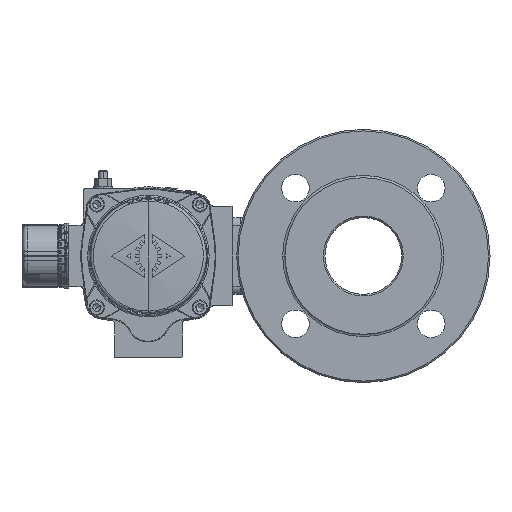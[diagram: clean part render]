
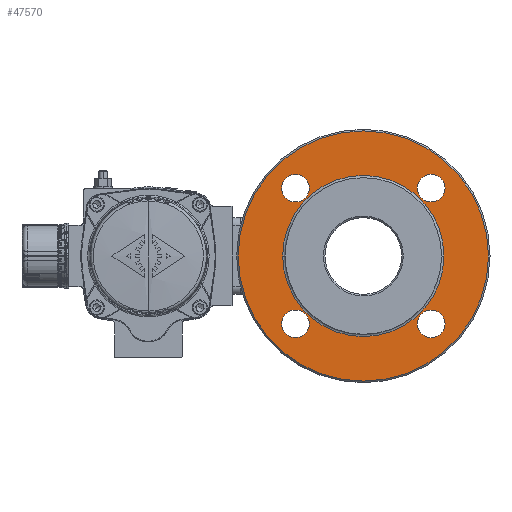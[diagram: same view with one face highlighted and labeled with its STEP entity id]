
A CAD part, left-side view. The second image highlights one B-rep face of the part: STEP entity #47570.
In plain terms, the highlighted planar face has unit normal (1, 0, 0).
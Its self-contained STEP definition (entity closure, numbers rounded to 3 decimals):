
#171 = EDGE_LOOP ( 'NONE', ( #159667, #63380 ) ) ;
#1183 = DIRECTION ( 'NONE',  ( 0., 0., -1. ) ) ;
#1453 = CIRCLE ( 'NONE', #135312, 9. ) ;
#2312 = CARTESIAN_POINT ( 'NONE',  ( -51.5, 51.25, 0. ) ) ;
#4225 = ORIENTED_EDGE ( 'NONE', *, *, #98931, .F. ) ;
#5495 = ORIENTED_EDGE ( 'NONE', *, *, #35215, .T. ) ;
#7152 = VERTEX_POINT ( 'NONE', #141092 ) ;
#11433 = EDGE_LOOP ( 'NONE', ( #5495, #20651 ) ) ;
#12105 = AXIS2_PLACEMENT_3D ( 'NONE', #83746, #18648, #31168 ) ;
#17764 = AXIS2_PLACEMENT_3D ( 'NONE', #74740, #91561, #63101 ) ;
#18648 = DIRECTION ( 'NONE',  ( 1., 0., 0. ) ) ;
#19497 = FACE_BOUND ( 'NONE', #32391, .T. ) ;
#20571 = DIRECTION ( 'NONE',  ( 0., 1., 0. ) ) ;
#20651 = ORIENTED_EDGE ( 'NONE', *, *, #53704, .T. ) ;
#21970 = EDGE_LOOP ( 'NONE', ( #74659, #4225 ) ) ;
#22143 = CARTESIAN_POINT ( 'NONE',  ( -51.5, -45.444, -44.194 ) ) ;
#22694 = CARTESIAN_POINT ( 'NONE',  ( -51.5, -54.444, 44.194 ) ) ;
#25451 = DIRECTION ( 'NONE',  ( 1., 0., 0. ) ) ;
#27082 = EDGE_CURVE ( 'NONE', #91204, #143126, #85609, .T. ) ;
#27952 = DIRECTION ( 'NONE',  ( 1., 0., 0. ) ) ;
#29241 = AXIS2_PLACEMENT_3D ( 'NONE', #22143, #88964, #104084 ) ;
#31168 = DIRECTION ( 'NONE',  ( 0., 1., 0. ) ) ;
#31601 = DIRECTION ( 'NONE',  ( 1., 0., 0. ) ) ;
#32391 = EDGE_LOOP ( 'NONE', ( #138086, #66966 ) ) ;
#32803 = CIRCLE ( 'NONE', #123879, 9. ) ;
#32889 = FACE_OUTER_BOUND ( 'NONE', #11433, .T. ) ;
#34526 = CARTESIAN_POINT ( 'NONE',  ( -51.5, 51.944, 44.194 ) ) ;
#35215 = EDGE_CURVE ( 'NONE', #81103, #46331, #83607, .T. ) ;
#35511 = CARTESIAN_POINT ( 'NONE',  ( -51.5, -36.444, 44.194 ) ) ;
#37250 = PLANE ( 'NONE',  #17764 ) ;
#37262 = CIRCLE ( 'NONE', #85965, 9. ) ;
#38428 = VERTEX_POINT ( 'NONE', #34526 ) ;
#39080 = DIRECTION ( 'NONE',  ( 0., 0., 1. ) ) ;
#41231 = VERTEX_POINT ( 'NONE', #22694 ) ;
#46331 = VERTEX_POINT ( 'NONE', #100775 ) ;
#47570 = ADVANCED_FACE ( 'NONE', ( #32889, #19497, #145952, #158476, #159359, #73876 ), #37250, .F. ) ;
#47579 = VERTEX_POINT ( 'NONE', #35511 ) ;
#47650 = EDGE_CURVE ( 'NONE', #53912, #48256, #66275, .T. ) ;
#48256 = VERTEX_POINT ( 'NONE', #95277 ) ;
#49803 = CIRCLE ( 'NONE', #101098, 81.5 ) ;
#51683 = ORIENTED_EDGE ( 'NONE', *, *, #27082, .T. ) ;
#53646 = EDGE_CURVE ( 'NONE', #48256, #53912, #32803, .T. ) ;
#53704 = EDGE_CURVE ( 'NONE', #46331, #81103, #49803, .T. ) ;
#53912 = VERTEX_POINT ( 'NONE', #164717 ) ;
#60103 = CARTESIAN_POINT ( 'NONE',  ( -51.5, -45.444, 44.194 ) ) ;
#63101 = DIRECTION ( 'NONE',  ( 0., 0., 1. ) ) ;
#63300 = DIRECTION ( 'NONE',  ( 1., 0., 0. ) ) ;
#63380 = ORIENTED_EDGE ( 'NONE', *, *, #117806, .F. ) ;
#64508 = CARTESIAN_POINT ( 'NONE',  ( -51.5, -45.444, -44.194 ) ) ;
#64671 = CARTESIAN_POINT ( 'NONE',  ( -51.5, -1.25, 0. ) ) ;
#66275 = CIRCLE ( 'NONE', #29241, 9. ) ;
#66485 = DIRECTION ( 'NONE',  ( -1., 0., 0. ) ) ;
#66966 = ORIENTED_EDGE ( 'NONE', *, *, #47650, .F. ) ;
#67212 = DIRECTION ( 'NONE',  ( 1., 0., 0. ) ) ;
#67936 = VERTEX_POINT ( 'NONE', #91968 ) ;
#69087 = DIRECTION ( 'NONE',  ( 0., 0., -1. ) ) ;
#69394 = AXIS2_PLACEMENT_3D ( 'NONE', #64671, #25451, #69087 ) ;
#71881 = CARTESIAN_POINT ( 'NONE',  ( -51.5, 42.944, -44.194 ) ) ;
#73353 = AXIS2_PLACEMENT_3D ( 'NONE', #80041, #174507, #108528 ) ;
#73876 = FACE_BOUND ( 'NONE', #104314, .T. ) ;
#74659 = ORIENTED_EDGE ( 'NONE', *, *, #107967, .F. ) ;
#74740 = CARTESIAN_POINT ( 'NONE',  ( -51.5, -1.25, -66.25 ) ) ;
#80041 = CARTESIAN_POINT ( 'NONE',  ( -51.5, 42.944, 44.194 ) ) ;
#81103 = VERTEX_POINT ( 'NONE', #110474 ) ;
#83607 = CIRCLE ( 'NONE', #69394, 81.5 ) ;
#83746 = CARTESIAN_POINT ( 'NONE',  ( -51.5, -45.444, 44.194 ) ) ;
#84358 = DIRECTION ( 'NONE',  ( 1., 0., 0. ) ) ;
#85351 = EDGE_CURVE ( 'NONE', #47579, #41231, #1453, .T. ) ;
#85609 = CIRCLE ( 'NONE', #114112, 52.5 ) ;
#85965 = AXIS2_PLACEMENT_3D ( 'NONE', #104635, #67212, #91239 ) ;
#87689 = AXIS2_PLACEMENT_3D ( 'NONE', #107450, #66485, #172541 ) ;
#88964 = DIRECTION ( 'NONE',  ( 1., 0., 0. ) ) ;
#91204 = VERTEX_POINT ( 'NONE', #161419 ) ;
#91239 = DIRECTION ( 'NONE',  ( 0., 1., 0. ) ) ;
#91561 = DIRECTION ( 'NONE',  ( -1., 0., 0. ) ) ;
#91968 = CARTESIAN_POINT ( 'NONE',  ( -51.5, 33.944, 44.194 ) ) ;
#94303 = DIRECTION ( 'NONE',  ( -1., 0., 0. ) ) ;
#95277 = CARTESIAN_POINT ( 'NONE',  ( -51.5, -36.444, -44.194 ) ) ;
#98931 = EDGE_CURVE ( 'NONE', #67936, #38428, #140086, .T. ) ;
#100775 = CARTESIAN_POINT ( 'NONE',  ( -51.5, -1.25, 81.5 ) ) ;
#101098 = AXIS2_PLACEMENT_3D ( 'NONE', #134904, #27952, #1183 ) ;
#104084 = DIRECTION ( 'NONE',  ( 0., 1., 0. ) ) ;
#104314 = EDGE_LOOP ( 'NONE', ( #155577, #51683 ) ) ;
#104635 = CARTESIAN_POINT ( 'NONE',  ( -51.5, 42.944, -44.194 ) ) ;
#105470 = DIRECTION ( 'NONE',  ( 1., 0., 0. ) ) ;
#105808 = VERTEX_POINT ( 'NONE', #107593 ) ;
#105887 = EDGE_CURVE ( 'NONE', #7152, #105808, #164058, .T. ) ;
#107450 = CARTESIAN_POINT ( 'NONE',  ( -51.5, -1.25, 0. ) ) ;
#107593 = CARTESIAN_POINT ( 'NONE',  ( -51.5, 33.944, -44.194 ) ) ;
#107967 = EDGE_CURVE ( 'NONE', #38428, #67936, #150169, .T. ) ;
#108126 = EDGE_LOOP ( 'NONE', ( #156462, #160203 ) ) ;
#108366 = EDGE_CURVE ( 'NONE', #143126, #91204, #161654, .T. ) ;
#108528 = DIRECTION ( 'NONE',  ( 0., 1., 0. ) ) ;
#110474 = CARTESIAN_POINT ( 'NONE',  ( -51.5, -1.25, -81.5 ) ) ;
#114112 = AXIS2_PLACEMENT_3D ( 'NONE', #173625, #94303, #39080 ) ;
#117806 = EDGE_CURVE ( 'NONE', #105808, #7152, #37262, .T. ) ;
#123879 = AXIS2_PLACEMENT_3D ( 'NONE', #64508, #105470, #146499 ) ;
#127127 = DIRECTION ( 'NONE',  ( 0., 1., 0. ) ) ;
#128917 = EDGE_CURVE ( 'NONE', #41231, #47579, #137320, .T. ) ;
#131543 = AXIS2_PLACEMENT_3D ( 'NONE', #142701, #63300, #20571 ) ;
#134904 = CARTESIAN_POINT ( 'NONE',  ( -51.5, -1.25, 0. ) ) ;
#135312 = AXIS2_PLACEMENT_3D ( 'NONE', #60103, #31601, #142119 ) ;
#137320 = CIRCLE ( 'NONE', #12105, 9. ) ;
#138086 = ORIENTED_EDGE ( 'NONE', *, *, #53646, .F. ) ;
#140086 = CIRCLE ( 'NONE', #131543, 9. ) ;
#141092 = CARTESIAN_POINT ( 'NONE',  ( -51.5, 51.944, -44.194 ) ) ;
#142119 = DIRECTION ( 'NONE',  ( 0., 1., 0. ) ) ;
#142701 = CARTESIAN_POINT ( 'NONE',  ( -51.5, 42.944, 44.194 ) ) ;
#143126 = VERTEX_POINT ( 'NONE', #2312 ) ;
#145952 = FACE_BOUND ( 'NONE', #21970, .T. ) ;
#146499 = DIRECTION ( 'NONE',  ( 0., 1., 0. ) ) ;
#150169 = CIRCLE ( 'NONE', #73353, 9. ) ;
#155577 = ORIENTED_EDGE ( 'NONE', *, *, #108366, .T. ) ;
#156462 = ORIENTED_EDGE ( 'NONE', *, *, #85351, .F. ) ;
#158476 = FACE_BOUND ( 'NONE', #171, .T. ) ;
#159359 = FACE_BOUND ( 'NONE', #108126, .T. ) ;
#159667 = ORIENTED_EDGE ( 'NONE', *, *, #105887, .F. ) ;
#160203 = ORIENTED_EDGE ( 'NONE', *, *, #128917, .F. ) ;
#161419 = CARTESIAN_POINT ( 'NONE',  ( -51.5, -53.75, 0. ) ) ;
#161654 = CIRCLE ( 'NONE', #87689, 52.5 ) ;
#164058 = CIRCLE ( 'NONE', #166826, 9. ) ;
#164717 = CARTESIAN_POINT ( 'NONE',  ( -51.5, -54.444, -44.194 ) ) ;
#166826 = AXIS2_PLACEMENT_3D ( 'NONE', #71881, #84358, #127127 ) ;
#172541 = DIRECTION ( 'NONE',  ( 0., 0., 1. ) ) ;
#173625 = CARTESIAN_POINT ( 'NONE',  ( -51.5, -1.25, 0. ) ) ;
#174507 = DIRECTION ( 'NONE',  ( 1., 0., 0. ) ) ;
